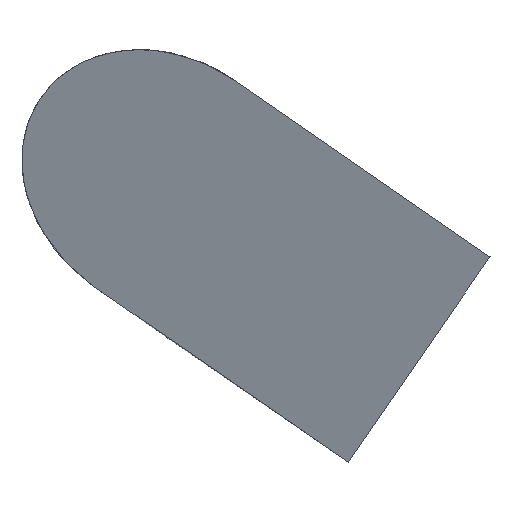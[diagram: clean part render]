
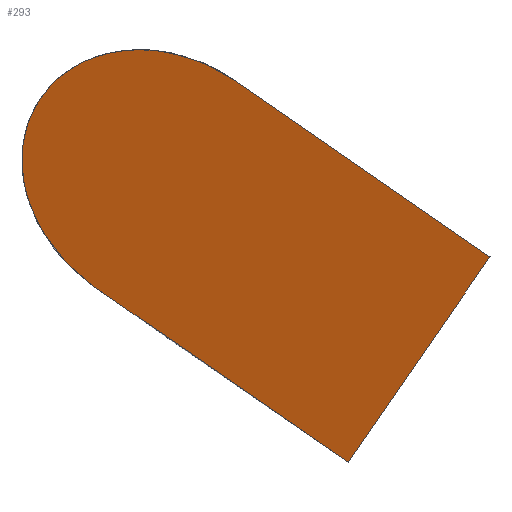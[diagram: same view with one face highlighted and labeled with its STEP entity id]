
A CAD part, top view. The second image highlights one B-rep face of the part: STEP entity #293.
In plain terms, the highlighted planar face has unit normal (0.528, -0.365, 0.767).
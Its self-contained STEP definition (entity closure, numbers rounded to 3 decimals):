
#24 = VERTEX_POINT('',#25);
#25 = CARTESIAN_POINT('',(-0.302,3.247,5.187)
  );
#32 = CYLINDRICAL_SURFACE('',#33,2.5);
#33 = AXIS2_PLACEMENT_3D('',#34,#35,#36);
#34 = CARTESIAN_POINT('',(-2.24,1.547,8.66)
  );
#35 = DIRECTION('',(0.146,-0.101,-0.984));
#36 = DIRECTION('',(0.568,0.823,0.));
#144 = PLANE('',#145);
#145 = AXIS2_PLACEMENT_3D('',#146,#147,#148);
#146 = CARTESIAN_POINT('',(0.738,-0.51,-3.849
    ));
#147 = DIRECTION('',(0.631,-0.436,-0.642));
#148 = DIRECTION('',(-0.528,0.365,-0.767));
#163 = VERTEX_POINT('',#164);
#164 = CARTESIAN_POINT('',(-3.144,-0.866,
    5.187));
#212 = EDGE_CURVE('',#163,#24,#213,.T.);
#213 = SURFACE_CURVE('',#214,(#224,#275),.PCURVE_S1.);
#214 = B_SPLINE_CURVE_WITH_KNOTS('',3,(#215,#216,#217,#218,#219,#220,
    #221,#222,#223),.UNSPECIFIED.,.F.,.F.,(4,1,1,1,1,1,4),(0.,0.25,0.375
    ,0.5,0.625,0.75,1.),.UNSPECIFIED.);
#215 = CARTESIAN_POINT('',(-3.144,-0.866,5.187
    ));
#216 = CARTESIAN_POINT('',(-3.725,-0.465,
    5.778));
#217 = CARTESIAN_POINT('',(-4.537,0.548,6.82
    ));
#218 = CARTESIAN_POINT('',(-4.606,2.06,7.588
    ));
#219 = CARTESIAN_POINT('',(-4.239,2.928,7.748
    ));
#220 = CARTESIAN_POINT('',(-3.556,3.58,7.588
    ));
#221 = CARTESIAN_POINT('',(-2.118,4.049,6.82
    ));
#222 = CARTESIAN_POINT('',(-0.883,3.648,5.778
    ));
#223 = CARTESIAN_POINT('',(-0.302,3.247,5.187
    ));
#224 = PCURVE('',#32,#225);
#225 = DEFINITIONAL_REPRESENTATION('',(#226),#274);
#226 = B_SPLINE_CURVE_WITH_KNOTS('',3,(#227,#228,#229,#230,#231,#232,
    #233,#234,#235,#236,#237,#238,#239,#240,#241,#242,#243,#244,#245,
    #246,#247,#248,#249,#250,#251,#252,#253,#254,#255,#256,#257,#258,
    #259,#260,#261,#262,#263,#264,#265,#266,#267,#268,#269,#270,#271,
    #272,#273),.UNSPECIFIED.,.F.,.F.,(4,1,1,1,1,1,1,1,1,1,1,1,1,1,1,1,1,
    1,1,1,1,1,1,1,1,1,1,1,1,1,1,1,1,1,1,1,1,1,1,1,1,1,1,1,4),(0.,
    0.023,0.045,0.068,
    0.091,0.114,0.136,0.159,
    0.182,0.205,0.227,0.25,0.273,
    0.295,0.318,0.341,0.364,
    0.386,0.409,0.432,0.455,
    0.477,0.5,0.523,0.545,0.568,
    0.591,0.614,0.636,0.659,
    0.682,0.705,0.727,0.75,0.773,
    0.795,0.818,0.841,0.864,
    0.886,0.909,0.932,0.955,
    0.977,1.),.QUASI_UNIFORM_KNOTS.);
#227 = CARTESIAN_POINT('',(3.142,3.529));
#228 = CARTESIAN_POINT('',(3.163,3.464));
#229 = CARTESIAN_POINT('',(3.207,3.334));
#230 = CARTESIAN_POINT('',(3.274,3.133));
#231 = CARTESIAN_POINT('',(3.343,2.93));
#232 = CARTESIAN_POINT('',(3.413,2.726));
#233 = CARTESIAN_POINT('',(3.484,2.522));
#234 = CARTESIAN_POINT('',(3.557,2.321));
#235 = CARTESIAN_POINT('',(3.63,2.123));
#236 = CARTESIAN_POINT('',(3.704,1.931));
#237 = CARTESIAN_POINT('',(3.778,1.746));
#238 = CARTESIAN_POINT('',(3.852,1.57));
#239 = CARTESIAN_POINT('',(3.927,1.405));
#240 = CARTESIAN_POINT('',(4.002,1.252));
#241 = CARTESIAN_POINT('',(4.077,1.112));
#242 = CARTESIAN_POINT('',(4.152,0.986));
#243 = CARTESIAN_POINT('',(4.226,0.875));
#244 = CARTESIAN_POINT('',(4.3,0.779));
#245 = CARTESIAN_POINT('',(4.371,0.699));
#246 = CARTESIAN_POINT('',(4.441,0.635));
#247 = CARTESIAN_POINT('',(4.51,0.586));
#248 = CARTESIAN_POINT('',(4.578,0.553));
#249 = CARTESIAN_POINT('',(4.645,0.533));
#250 = CARTESIAN_POINT('',(4.712,0.526));
#251 = CARTESIAN_POINT('',(4.78,0.533));
#252 = CARTESIAN_POINT('',(4.847,0.553));
#253 = CARTESIAN_POINT('',(4.915,0.586));
#254 = CARTESIAN_POINT('',(4.984,0.635));
#255 = CARTESIAN_POINT('',(5.053,0.699));
#256 = CARTESIAN_POINT('',(5.125,0.779));
#257 = CARTESIAN_POINT('',(5.198,0.875));
#258 = CARTESIAN_POINT('',(5.273,0.986));
#259 = CARTESIAN_POINT('',(5.348,1.112));
#260 = CARTESIAN_POINT('',(5.423,1.252));
#261 = CARTESIAN_POINT('',(5.498,1.405));
#262 = CARTESIAN_POINT('',(5.572,1.57));
#263 = CARTESIAN_POINT('',(5.647,1.746));
#264 = CARTESIAN_POINT('',(5.721,1.931));
#265 = CARTESIAN_POINT('',(5.795,2.123));
#266 = CARTESIAN_POINT('',(5.868,2.321));
#267 = CARTESIAN_POINT('',(5.94,2.522));
#268 = CARTESIAN_POINT('',(6.012,2.726));
#269 = CARTESIAN_POINT('',(6.082,2.93));
#270 = CARTESIAN_POINT('',(6.151,3.133));
#271 = CARTESIAN_POINT('',(6.218,3.334));
#272 = CARTESIAN_POINT('',(6.262,3.464));
#273 = CARTESIAN_POINT('',(6.283,3.529));
#274 = ( GEOMETRIC_REPRESENTATION_CONTEXT(2) 
PARAMETRIC_REPRESENTATION_CONTEXT() REPRESENTATION_CONTEXT('2D SPACE',''
  ) );
#275 = PCURVE('',#276,#281);
#276 = PLANE('',#277);
#277 = AXIS2_PLACEMENT_3D('',#278,#279,#280);
#278 = CARTESIAN_POINT('',(-0.406,0.28,3.846
    ));
#279 = DIRECTION('',(-0.528,0.365,-0.767));
#280 = DIRECTION('',(-0.568,-0.823,0.)
  );
#281 = DEFINITIONAL_REPRESENTATION('',(#282),#292);
#282 = B_SPLINE_CURVE_WITH_KNOTS('',3,(#283,#284,#285,#286,#287,#288,
    #289,#290,#291),.UNSPECIFIED.,.F.,.F.,(4,1,1,1,1,1,4),(0.,0.25,0.375
    ,0.5,0.625,0.75,1.),.UNSPECIFIED.);
#283 = CARTESIAN_POINT('',(2.5,2.089));
#284 = CARTESIAN_POINT('',(2.5,3.009));
#285 = CARTESIAN_POINT('',(2.128,4.632));
#286 = CARTESIAN_POINT('',(0.924,5.828));
#287 = CARTESIAN_POINT('',(0.,6.077));
#288 = CARTESIAN_POINT('',(-0.924,5.828));
#289 = CARTESIAN_POINT('',(-2.128,4.632));
#290 = CARTESIAN_POINT('',(-2.5,3.009));
#291 = CARTESIAN_POINT('',(-2.5,2.089));
#292 = ( GEOMETRIC_REPRESENTATION_CONTEXT(2) 
PARAMETRIC_REPRESENTATION_CONTEXT() REPRESENTATION_CONTEXT('2D SPACE',''
  ) );
#293 = ADVANCED_FACE('',(#294),#276,.F.);
#294 = FACE_BOUND('',#295,.F.);
#295 = EDGE_LOOP('',(#296,#297,#325,#348));
#296 = ORIENTED_EDGE('',*,*,#212,.T.);
#297 = ORIENTED_EDGE('',*,*,#298,.T.);
#298 = EDGE_CURVE('',#24,#299,#301,.T.);
#299 = VERTEX_POINT('',#300);
#300 = CARTESIAN_POINT('',(4.804,-0.28,
    -0.01));
#301 = SURFACE_CURVE('',#302,(#306,#313),.PCURVE_S1.);
#302 = LINE('',#303,#304);
#303 = CARTESIAN_POINT('',(-0.302,3.247,5.187
    ));
#304 = VECTOR('',#305,1.);
#305 = DIRECTION('',(0.631,-0.436,-0.642));
#306 = PCURVE('',#276,#307);
#307 = DEFINITIONAL_REPRESENTATION('',(#308),#312);
#308 = LINE('',#309,#310);
#309 = CARTESIAN_POINT('',(-2.5,2.089));
#310 = VECTOR('',#311,1.);
#311 = DIRECTION('',(0.,-1.));
#312 = ( GEOMETRIC_REPRESENTATION_CONTEXT(2) 
PARAMETRIC_REPRESENTATION_CONTEXT() REPRESENTATION_CONTEXT('2D SPACE',''
  ) );
#313 = PCURVE('',#314,#319);
#314 = PLANE('',#315);
#315 = AXIS2_PLACEMENT_3D('',#316,#317,#318);
#316 = CARTESIAN_POINT('',(0.469,2.715,
    0.003));
#317 = DIRECTION('',(0.568,0.823,0.)
  );
#318 = DIRECTION('',(0.528,-0.365,0.767));
#319 = DEFINITIONAL_REPRESENTATION('',(#320),#324);
#320 = LINE('',#321,#322);
#321 = CARTESIAN_POINT('',(3.373,-4.047));
#322 = VECTOR('',#323,1.);
#323 = DIRECTION('',(0.,1.));
#324 = ( GEOMETRIC_REPRESENTATION_CONTEXT(2) 
PARAMETRIC_REPRESENTATION_CONTEXT() REPRESENTATION_CONTEXT('2D SPACE',''
  ) );
#325 = ORIENTED_EDGE('',*,*,#326,.F.);
#326 = EDGE_CURVE('',#327,#299,#329,.T.);
#327 = VERTEX_POINT('',#328);
#328 = CARTESIAN_POINT('',(1.962,-4.394,
    -0.01));
#329 = SURFACE_CURVE('',#330,(#334,#341),.PCURVE_S1.);
#330 = LINE('',#331,#332);
#331 = CARTESIAN_POINT('',(1.962,-4.394,
    -0.01));
#332 = VECTOR('',#333,1.);
#333 = DIRECTION('',(0.568,0.823,0.)
  );
#334 = PCURVE('',#276,#335);
#335 = DEFINITIONAL_REPRESENTATION('',(#336),#340);
#336 = LINE('',#337,#338);
#337 = CARTESIAN_POINT('',(2.5,-6.006));
#338 = VECTOR('',#339,1.);
#339 = DIRECTION('',(-1.,0.));
#340 = ( GEOMETRIC_REPRESENTATION_CONTEXT(2) 
PARAMETRIC_REPRESENTATION_CONTEXT() REPRESENTATION_CONTEXT('2D SPACE',''
  ) );
#341 = PCURVE('',#144,#342);
#342 = DEFINITIONAL_REPRESENTATION('',(#343),#347);
#343 = LINE('',#344,#345);
#344 = CARTESIAN_POINT('',(-5.007,-2.5));
#345 = VECTOR('',#346,1.);
#346 = DIRECTION('',(0.,1.));
#347 = ( GEOMETRIC_REPRESENTATION_CONTEXT(2) 
PARAMETRIC_REPRESENTATION_CONTEXT() REPRESENTATION_CONTEXT('2D SPACE',''
  ) );
#348 = ORIENTED_EDGE('',*,*,#349,.F.);
#349 = EDGE_CURVE('',#163,#327,#350,.T.);
#350 = SURFACE_CURVE('',#351,(#355,#362),.PCURVE_S1.);
#351 = LINE('',#352,#353);
#352 = CARTESIAN_POINT('',(-3.144,-0.866,
    5.187));
#353 = VECTOR('',#354,1.);
#354 = DIRECTION('',(0.631,-0.436,-0.642));
#355 = PCURVE('',#276,#356);
#356 = DEFINITIONAL_REPRESENTATION('',(#357),#361);
#357 = LINE('',#358,#359);
#358 = CARTESIAN_POINT('',(2.5,2.089));
#359 = VECTOR('',#360,1.);
#360 = DIRECTION('',(0.,-1.));
#361 = ( GEOMETRIC_REPRESENTATION_CONTEXT(2) 
PARAMETRIC_REPRESENTATION_CONTEXT() REPRESENTATION_CONTEXT('2D SPACE',''
  ) );
#362 = PCURVE('',#363,#368);
#363 = PLANE('',#364);
#364 = AXIS2_PLACEMENT_3D('',#365,#366,#367);
#365 = CARTESIAN_POINT('',(-2.373,-1.399,
    0.003));
#366 = DIRECTION('',(0.568,0.823,0.)
  );
#367 = DIRECTION('',(-0.528,0.365,-0.767));
#368 = DEFINITIONAL_REPRESENTATION('',(#369),#373);
#369 = LINE('',#370,#371);
#370 = CARTESIAN_POINT('',(-3.373,4.047));
#371 = VECTOR('',#372,1.);
#372 = DIRECTION('',(0.,-1.));
#373 = ( GEOMETRIC_REPRESENTATION_CONTEXT(2) 
PARAMETRIC_REPRESENTATION_CONTEXT() REPRESENTATION_CONTEXT('2D SPACE',''
  ) );
